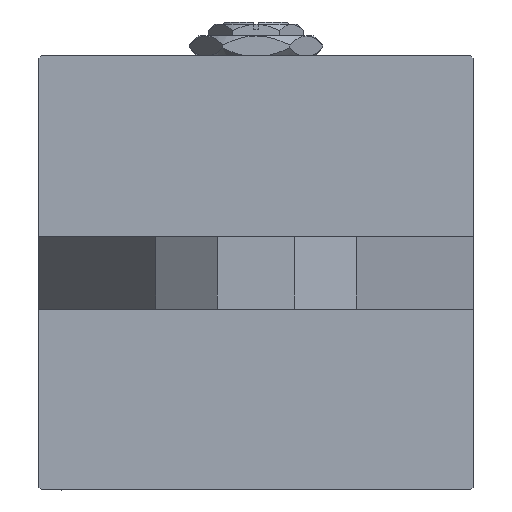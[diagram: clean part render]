
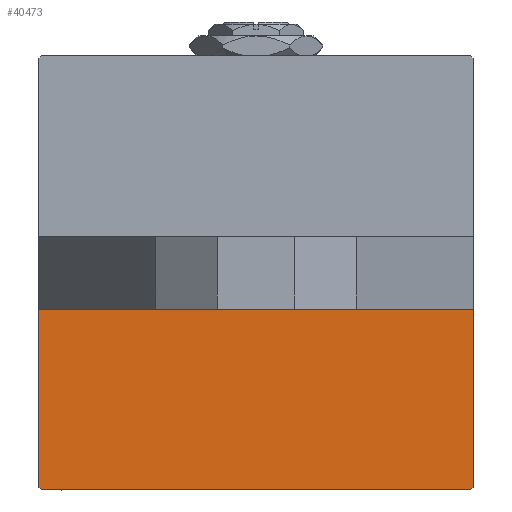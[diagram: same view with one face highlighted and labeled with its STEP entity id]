
A CAD part, left-side view. The second image highlights one B-rep face of the part: STEP entity #40473.
In plain terms, the highlighted planar face has unit normal (-1, 0, 0).
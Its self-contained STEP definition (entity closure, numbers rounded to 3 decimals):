
#1026 = ORIENTED_EDGE ( 'NONE', *, *, #45443, .F. ) ;
#1430 = LINE ( 'NONE', #16415, #3466 ) ;
#2111 = EDGE_CURVE ( 'NONE', #31157, #33498, #1430, .T. ) ;
#2901 = ORIENTED_EDGE ( 'NONE', *, *, #48361, .T. ) ;
#3238 = DIRECTION ( 'NONE',  ( 0., -0.707, 0.707 ) ) ;
#3466 = VECTOR ( 'NONE', #4159, 1000. ) ;
#3572 = CARTESIAN_POINT ( 'NONE',  ( 0., -44.5, -45. ) ) ;
#3796 = VECTOR ( 'NONE', #38251, 1000. ) ;
#4159 = DIRECTION ( 'NONE',  ( 0., -1., 0. ) ) ;
#4195 = CARTESIAN_POINT ( 'NONE',  ( 0., 45., -45. ) ) ;
#6083 = CARTESIAN_POINT ( 'NONE',  ( 0., -7.5, -45. ) ) ;
#6830 = VERTEX_POINT ( 'NONE', #46118 ) ;
#7009 = VERTEX_POINT ( 'NONE', #3572 ) ;
#7655 = LINE ( 'NONE', #25854, #9992 ) ;
#8360 = LINE ( 'NONE', #4195, #28386 ) ;
#8807 = DIRECTION ( 'NONE',  ( -1., 0., 0. ) ) ;
#9992 = VECTOR ( 'NONE', #33967, 1000. ) ;
#10339 = ORIENTED_EDGE ( 'NONE', *, *, #2111, .F. ) ;
#11437 = VECTOR ( 'NONE', #18301, 1000. ) ;
#14959 = EDGE_CURVE ( 'NONE', #31157, #40364, #35376, .T. ) ;
#15080 = LINE ( 'NONE', #45072, #11437 ) ;
#16415 = CARTESIAN_POINT ( 'NONE',  ( 0., 45., 45. ) ) ;
#16765 = VECTOR ( 'NONE', #3238, 1000. ) ;
#17811 = ORIENTED_EDGE ( 'NONE', *, *, #14959, .T. ) ;
#18301 = DIRECTION ( 'NONE',  ( 0., 0., -1. ) ) ;
#23815 = DIRECTION ( 'NONE',  ( 0., 0., 1. ) ) ;
#25353 = ORIENTED_EDGE ( 'NONE', *, *, #31145, .T. ) ;
#25605 = LINE ( 'NONE', #36193, #16765 ) ;
#25854 = CARTESIAN_POINT ( 'NONE',  ( 0., -44.75, 44.75 ) ) ;
#26796 = DIRECTION ( 'NONE',  ( 0., -1., 0. ) ) ;
#27520 = CARTESIAN_POINT ( 'NONE',  ( 0., -7.5, 45. ) ) ;
#28386 = VECTOR ( 'NONE', #26796, 1000. ) ;
#29144 = EDGE_LOOP ( 'NONE', ( #10339, #17811, #25353, #38215, #1026, #2901 ) ) ;
#30709 = PLANE ( 'NONE',  #38733 ) ;
#30950 = FACE_OUTER_BOUND ( 'NONE', #29144, .T. ) ;
#31145 = EDGE_CURVE ( 'NONE', #40364, #7009, #8360, .T. ) ;
#31157 = VERTEX_POINT ( 'NONE', #27520 ) ;
#31186 = CARTESIAN_POINT ( 'NONE',  ( 0., 0., 0. ) ) ;
#33498 = VERTEX_POINT ( 'NONE', #47932 ) ;
#33967 = DIRECTION ( 'NONE',  ( 0., 0.707, 0.707 ) ) ;
#35376 = LINE ( 'NONE', #45860, #3796 ) ;
#36193 = CARTESIAN_POINT ( 'NONE',  ( 0., -44.75, -44.75 ) ) ;
#36839 = CARTESIAN_POINT ( 'NONE',  ( 0., -45., 44.5 ) ) ;
#38215 = ORIENTED_EDGE ( 'NONE', *, *, #40186, .T. ) ;
#38251 = DIRECTION ( 'NONE',  ( 0., 0., -1. ) ) ;
#38733 = AXIS2_PLACEMENT_3D ( 'NONE', #31186, #8807, #23815 ) ;
#39444 = VERTEX_POINT ( 'NONE', #36839 ) ;
#40186 = EDGE_CURVE ( 'NONE', #7009, #6830, #25605, .T. ) ;
#40364 = VERTEX_POINT ( 'NONE', #6083 ) ;
#40473 = ADVANCED_FACE ( 'NONE', ( #30950 ), #30709, .T. ) ;
#45072 = CARTESIAN_POINT ( 'NONE',  ( 0., -45., 45. ) ) ;
#45443 = EDGE_CURVE ( 'NONE', #39444, #6830, #15080, .T. ) ;
#45860 = CARTESIAN_POINT ( 'NONE',  ( 0., -7.5, 45. ) ) ;
#46118 = CARTESIAN_POINT ( 'NONE',  ( 0., -45., -44.5 ) ) ;
#47932 = CARTESIAN_POINT ( 'NONE',  ( 0., -44.5, 45. ) ) ;
#48361 = EDGE_CURVE ( 'NONE', #39444, #33498, #7655, .T. ) ;
